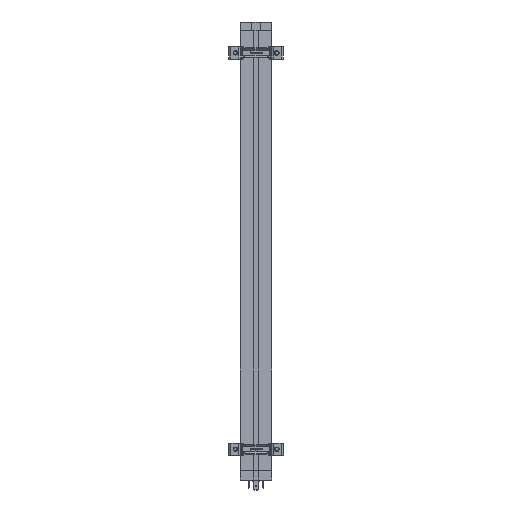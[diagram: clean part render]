
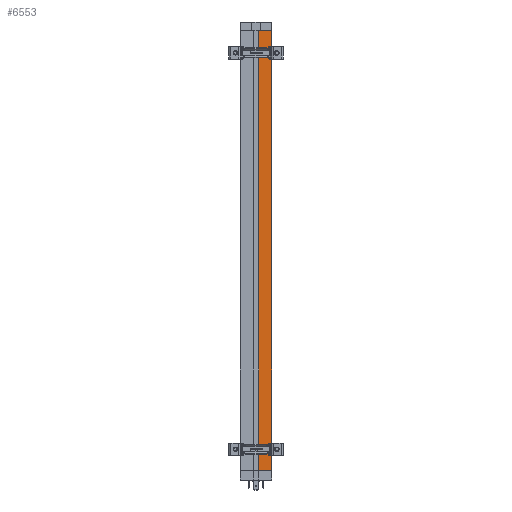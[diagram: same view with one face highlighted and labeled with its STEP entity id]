
A CAD part, front view. The second image highlights one B-rep face of the part: STEP entity #6553.
In plain terms, the highlighted planar face has unit normal (0, -1, 0).
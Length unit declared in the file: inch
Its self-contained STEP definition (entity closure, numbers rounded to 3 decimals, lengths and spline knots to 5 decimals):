
#4230 = VECTOR ( 'NONE', #42029, 39.37008 ) ;
#4893 = FACE_OUTER_BOUND ( 'NONE', #48501, .T. ) ;
#6553 = ADVANCED_FACE ( 'NONE', ( #4893 ), #32402, .T. ) ;
#9294 = LINE ( 'NONE', #36887, #13909 ) ;
#10711 = DIRECTION ( 'NONE',  ( 0., 0., -1. ) ) ;
#11886 = EDGE_CURVE ( 'NONE', #52902, #28769, #64781, .T. ) ;
#12270 = EDGE_CURVE ( 'NONE', #25846, #61650, #26671, .T. ) ;
#13909 = VECTOR ( 'NONE', #64260, 39.37008 ) ;
#14353 = ORIENTED_EDGE ( 'NONE', *, *, #12270, .T. ) ;
#25846 = VERTEX_POINT ( 'NONE', #50914 ) ;
#26124 = ORIENTED_EDGE ( 'NONE', *, *, #11886, .T. ) ;
#26507 = CARTESIAN_POINT ( 'NONE',  ( 0., 0., 21.02362 ) ) ;
#26671 = LINE ( 'NONE', #34804, #4230 ) ;
#27207 = VECTOR ( 'NONE', #10711, 39.37008 ) ;
#27852 = CARTESIAN_POINT ( 'NONE',  ( 0.87795, 0., 0. ) ) ;
#28769 = VERTEX_POINT ( 'NONE', #27852 ) ;
#32402 = PLANE ( 'NONE',  #81190 ) ;
#33361 = EDGE_CURVE ( 'NONE', #52902, #61650, #9294, .T. ) ;
#34804 = CARTESIAN_POINT ( 'NONE',  ( 1.49606, 0., 21.02362 ) ) ;
#36133 = EDGE_CURVE ( 'NONE', #28769, #25846, #86278, .T. ) ;
#36204 = ORIENTED_EDGE ( 'NONE', *, *, #33361, .F. ) ;
#36887 = CARTESIAN_POINT ( 'NONE',  ( 0., 0., 21.02362 ) ) ;
#40272 = ORIENTED_EDGE ( 'NONE', *, *, #36133, .T. ) ;
#42029 = DIRECTION ( 'NONE',  ( 0., 0., 1. ) ) ;
#45370 = CARTESIAN_POINT ( 'NONE',  ( 0., 0., 0. ) ) ;
#47619 = CARTESIAN_POINT ( 'NONE',  ( 1.49606, 0., 21.02362 ) ) ;
#48501 = EDGE_LOOP ( 'NONE', ( #36204, #26124, #40272, #14353 ) ) ;
#50914 = CARTESIAN_POINT ( 'NONE',  ( 1.49606, 0., 0. ) ) ;
#52902 = VERTEX_POINT ( 'NONE', #63839 ) ;
#54010 = DIRECTION ( 'NONE',  ( 1., 0., 0. ) ) ;
#55708 = VECTOR ( 'NONE', #59721, 39.37008 ) ;
#59344 = CARTESIAN_POINT ( 'NONE',  ( 0.87795, 0., 21.02362 ) ) ;
#59721 = DIRECTION ( 'NONE',  ( 1., 0., 0. ) ) ;
#61650 = VERTEX_POINT ( 'NONE', #47619 ) ;
#63839 = CARTESIAN_POINT ( 'NONE',  ( 0.87795, 0., 21.02362 ) ) ;
#64260 = DIRECTION ( 'NONE',  ( 1., 0., 0. ) ) ;
#64781 = LINE ( 'NONE', #59344, #27207 ) ;
#67029 = DIRECTION ( 'NONE',  ( 0., -1., 0. ) ) ;
#81190 = AXIS2_PLACEMENT_3D ( 'NONE', #26507, #67029, #54010 ) ;
#86278 = LINE ( 'NONE', #45370, #55708 ) ;
